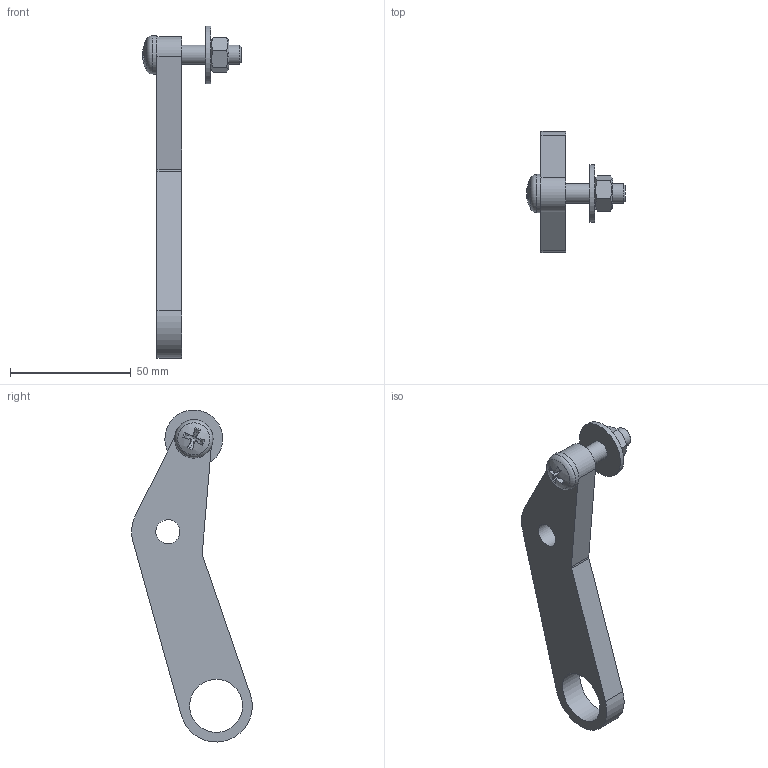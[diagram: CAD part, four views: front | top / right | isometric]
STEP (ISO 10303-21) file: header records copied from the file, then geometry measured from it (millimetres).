
FILE_DESCRIPTION(/* description */ (''),/* implementation_level */ '2;1');
FILE_NAME(/* name */ 'P2.stp',/* time_stamp */ '2021-10-31T16:56:03+02:00',/* author */ ('Mohamed Teleb'),/* organization */ (''),/* preprocessor_version */ 'ST-DEVELOPER v17',/* originating_system */ 'Autodesk Inventor 2019',/* authorisation */ '');
FILE_SCHEMA (('AUTOMOTIVE_DESIGN { 1 0 10303 214 3 1 1 }'));
Length unit declared in the file: millimetre
Products named in the file (5): Assembly1; Arm; ISO 7045 - M8 x 35_ - 4.8 - H - ISO; ISO 7093 A - ST 8 - 140 HV; ISO 4033 - M8 - ISO
Assembly tree (4 placements, depth 2):
  Assembly1
    Arm
    ISO 7045 - M8 x 35_ - 4.8 - H - ISO
    ISO 7093 A - ST 8 - 140 HV
    ISO 4033 - M8 - ISO
Bounding box: 40.93 x 50.07 x 137.73 mm (x, y, z)
Volume: 34125.5 mm3; surface area: 13489.3 mm2
Topology: 4 solids, 4 shells, 60 faces, 148 edges, 97 vertices
Faces by surface type: plane 26, cone 16, cylinder 12, torus 5, sphere 1
Full cylindrical faces by diameter (mm): 6.647 x1, 7.323 x1, 8 x1, 8.4 x1, 10 x2, 22 x1, 24 x1
Entity records: 2163 total; most frequent: CARTESIAN_POINT 553, DIRECTION 298, ORIENTED_EDGE 294, EDGE_CURVE 147, AXIS2_PLACEMENT_3D 126, VERTEX_POINT 97, EDGE_LOOP 72, FACE_OUTER_BOUND 60
